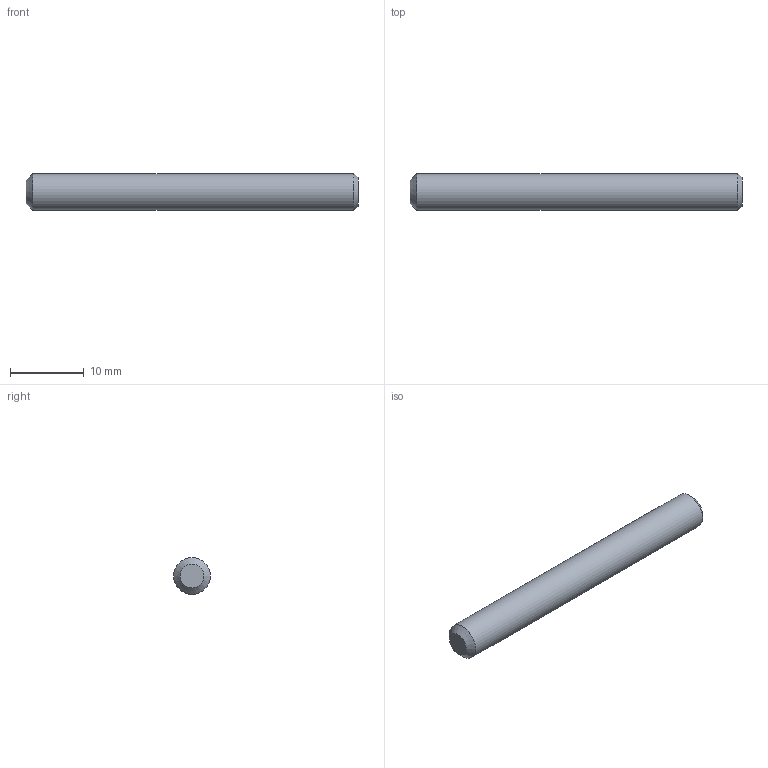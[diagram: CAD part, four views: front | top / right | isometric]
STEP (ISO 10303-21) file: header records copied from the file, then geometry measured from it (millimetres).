
FILE_DESCRIPTION (( 'STEP AP203' ), '1' );
FILE_NAME ('58298-240-45.step', '2019-12-16T13:58:51', ( '' ), ( '' ), 'SwSTEP 2.0', 'SolidWorks 2015', '' );
FILE_SCHEMA (( 'CONFIG_CONTROL_DESIGN' ));
Length unit declared in the file: millimetre
Products named in the file (2): 58298-240-45
Bounding box: 45 x 5 x 5 mm (x, y, z)
Volume: 857.9 mm3; surface area: 759.1 mm2
Topology: 1 solids, 1 shells, 307 faces, 815 edges, 542 vertices
Faces by surface type: plane 157, bspline 146, cone 3, cylinder 1
Full cylindrical faces by diameter (mm): 5 x1
Entity records: 18619 total; most frequent: CARTESIAN_POINT 11860, ORIENTED_EDGE 1616, DIRECTION 852, EDGE_CURVE 808, VERTEX_POINT 538, LINE 506, VECTOR 506, EDGE_LOOP 342
